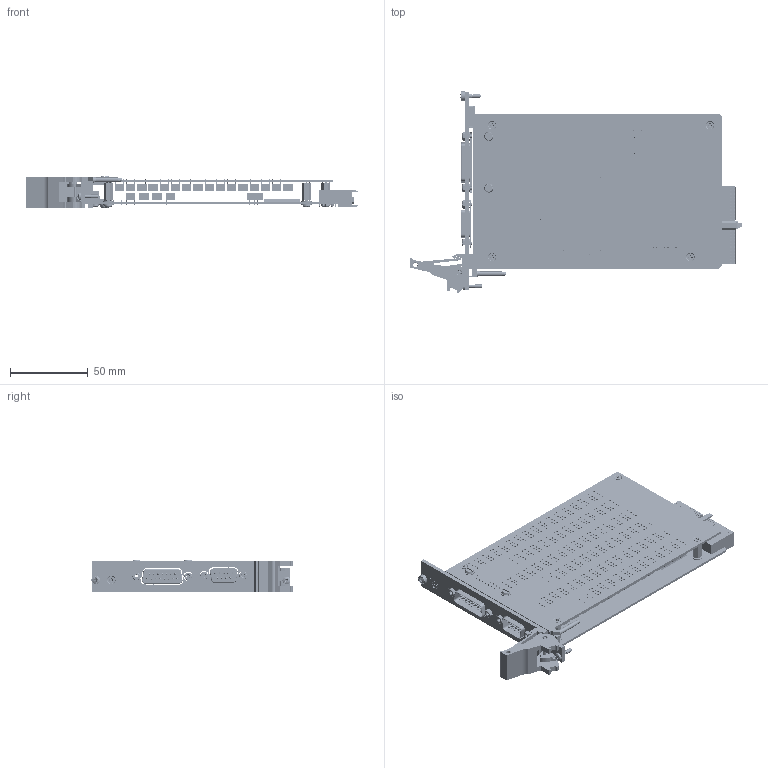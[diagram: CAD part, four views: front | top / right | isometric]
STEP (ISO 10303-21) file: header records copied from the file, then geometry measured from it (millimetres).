
FILE_DESCRIPTION (( 'STEP AP214' ), '1' );
FILE_NAME ('40-265-001 PXI 3U Resistor Card.STEP', '2013-08-23T07:16:37', ( 'admin' ), ( '' ), 'SwSTEP 2.0', 'SolidWorks 2012', '' );
FILE_SCHEMA (( 'AUTOMOTIVE_DESIGN' ));
Length unit declared in the file: millimetre
Products named in the file (1): 40-265-001 PXI 3U Resistor Card
Bounding box: 214.01 x 129.67 x 20.2 mm (x, y, z)
Surface area: 96839.2 mm2 (no closed solid volume)
Topology: 0 solids, 1125 shells, 3933 faces, 14618 edges, 11126 vertices
Faces by surface type: plane 1978, cylinder 1843, torus 59, cone 39, bspline 9, sphere 5
Full cylindrical faces by diameter (mm): 0.4 x785, 0.6 x134, 0.9 x1, 1 x2, 1.05 x685, 2 x5, 2.05 x5, 2.5 x3, 2.6 x1, 2.7 x1, 2.8 x1, 3 x3, 4.35 x1, 4.7 x5, 4.85 x4, 5 x4, 5.3 x1, 5.9 x1, 6 x5, 6.8 x12
Entity records: 210216 total; most frequent: CARTESIAN_POINT 50466, DIRECTION 23238, ORIENTED_EDGE 17481, EDGE_CURVE 12710, VERTEX_POINT 10952, AXIS2_PLACEMENT_3D 8073, EDGE_LOOP 7612, LINE 7092
